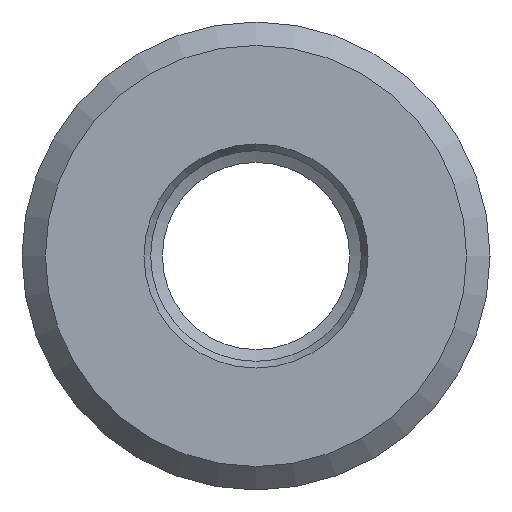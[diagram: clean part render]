
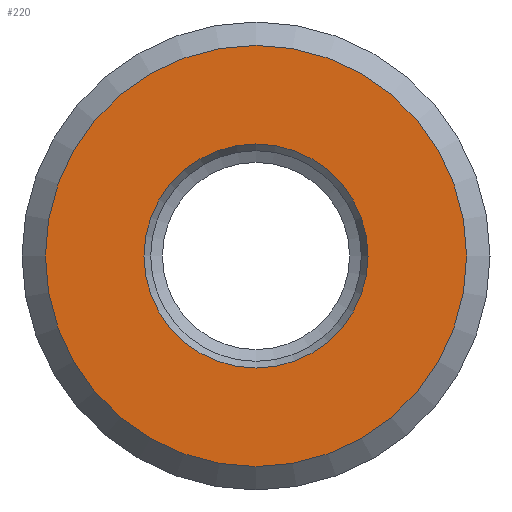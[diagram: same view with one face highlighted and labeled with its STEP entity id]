
A CAD part, left-side view. The second image highlights one B-rep face of the part: STEP entity #220.
In plain terms, the highlighted planar face has unit normal (-1, 0, 0).
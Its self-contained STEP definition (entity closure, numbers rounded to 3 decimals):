
#16=FACE_BOUND('',#47,.T.);
#18=PLANE('',#273);
#34=FACE_OUTER_BOUND('',#46,.T.);
#46=EDGE_LOOP('',(#198,#199));
#47=EDGE_LOOP('',(#200,#201));
#85=CIRCLE('',#271,4.789);
#86=CIRCLE('',#272,4.789);
#87=CIRCLE('',#274,9.);
#88=CIRCLE('',#275,9.);
#108=VERTEX_POINT('',#412);
#109=VERTEX_POINT('',#414);
#110=VERTEX_POINT('',#418);
#111=VERTEX_POINT('',#419);
#139=EDGE_CURVE('',#109,#108,#85,.T.);
#140=EDGE_CURVE('',#108,#109,#86,.T.);
#141=EDGE_CURVE('',#110,#111,#87,.T.);
#142=EDGE_CURVE('',#111,#110,#88,.T.);
#198=ORIENTED_EDGE('',*,*,#141,.F.);
#199=ORIENTED_EDGE('',*,*,#142,.F.);
#200=ORIENTED_EDGE('',*,*,#139,.T.);
#201=ORIENTED_EDGE('',*,*,#140,.T.);
#220=ADVANCED_FACE('',(#34,#16),#18,.T.);
#271=AXIS2_PLACEMENT_3D('',#415,#344,#345);
#272=AXIS2_PLACEMENT_3D('',#416,#346,#347);
#273=AXIS2_PLACEMENT_3D('',#417,#348,#349);
#274=AXIS2_PLACEMENT_3D('',#420,#350,#351);
#275=AXIS2_PLACEMENT_3D('',#421,#352,#353);
#344=DIRECTION('center_axis',(1.,0.,0.));
#345=DIRECTION('ref_axis',(0.,0.,-1.));
#346=DIRECTION('center_axis',(1.,0.,0.));
#347=DIRECTION('ref_axis',(0.,0.,-1.));
#348=DIRECTION('center_axis',(-1.,0.,0.));
#349=DIRECTION('ref_axis',(0.,0.,1.));
#350=DIRECTION('center_axis',(1.,0.,0.));
#351=DIRECTION('ref_axis',(0.,0.,-1.));
#352=DIRECTION('center_axis',(1.,0.,0.));
#353=DIRECTION('ref_axis',(0.,0.,-1.));
#412=CARTESIAN_POINT('',(0.,-4.789,0.));
#414=CARTESIAN_POINT('',(0.,4.789,0.));
#415=CARTESIAN_POINT('Origin',(0.,0.,
0.));
#416=CARTESIAN_POINT('Origin',(0.,0.,
0.));
#417=CARTESIAN_POINT('Origin',(0.,9.,0.));
#418=CARTESIAN_POINT('',(0.,9.,0.));
#419=CARTESIAN_POINT('',(0.,-9.,0.));
#420=CARTESIAN_POINT('Origin',(0.,0.,
0.));
#421=CARTESIAN_POINT('Origin',(0.,0.,
0.));
